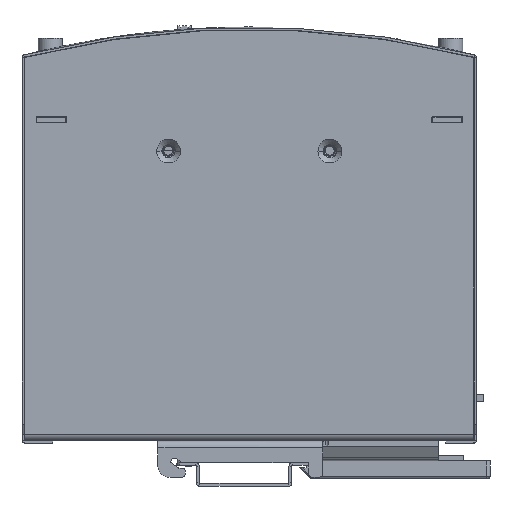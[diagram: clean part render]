
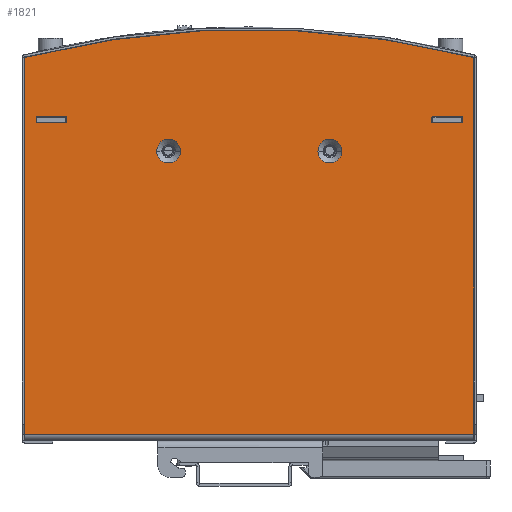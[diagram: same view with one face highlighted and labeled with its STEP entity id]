
A CAD part, left-side view. The second image highlights one B-rep face of the part: STEP entity #1821.
In plain terms, the highlighted planar face has unit normal (-1, 0, 0).
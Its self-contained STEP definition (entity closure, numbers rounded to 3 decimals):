
#366=DIRECTION('',(0.,-1.,0.));
#367=VECTOR('',#366,122.6);
#368=CARTESIAN_POINT('',(-22.5,61.3,1.7));
#369=LINE('',#368,#367);
#396=DIRECTION('',(0.,0.,1.));
#397=VECTOR('',#396,102.828);
#398=CARTESIAN_POINT('',(-22.5,-61.3,1.7));
#399=LINE('',#398,#397);
#403=DIRECTION('',(0.,0.,-1.));
#404=VECTOR('',#403,102.828);
#405=CARTESIAN_POINT('',(-22.5,61.3,104.528));
#406=LINE('',#405,#404);
#410=CARTESIAN_POINT('',(-22.5,0.,-137.84));
#411=DIRECTION('',(-1.,0.,0.));
#412=DIRECTION('',(0.,-0.245,0.969));
#413=AXIS2_PLACEMENT_3D('',#410,#411,#412);
#418=DIRECTION('',(0.,-1.,0.));
#419=VECTOR('',#418,8.2);
#420=CARTESIAN_POINT('',(-22.5,58.1,88.494));
#421=LINE('',#420,#419);
#425=DIRECTION('',(0.,0.,1.));
#426=VECTOR('',#425,1.8);
#427=CARTESIAN_POINT('',(-22.5,58.1,86.694));
#428=LINE('',#427,#426);
#432=DIRECTION('',(0.,1.,0.));
#433=VECTOR('',#432,8.2);
#434=CARTESIAN_POINT('',(-22.5,49.9,86.694));
#435=LINE('',#434,#433);
#439=DIRECTION('',(0.,0.,-1.));
#440=VECTOR('',#439,1.8);
#441=CARTESIAN_POINT('',(-22.5,49.9,88.494));
#442=LINE('',#441,#440);
#446=DIRECTION('',(0.,0.,-1.));
#447=VECTOR('',#446,1.8);
#448=CARTESIAN_POINT('',(-22.5,-58.1,88.494));
#449=LINE('',#448,#447);
#453=DIRECTION('',(0.,-1.,0.));
#454=VECTOR('',#453,8.2);
#455=CARTESIAN_POINT('',(-22.5,-49.9,88.494));
#456=LINE('',#455,#454);
#460=DIRECTION('',(0.,0.,1.));
#461=VECTOR('',#460,1.8);
#462=CARTESIAN_POINT('',(-22.5,-49.9,86.694));
#463=LINE('',#462,#461);
#467=DIRECTION('',(0.,1.,0.));
#468=VECTOR('',#467,8.2);
#469=CARTESIAN_POINT('',(-22.5,-58.1,86.694));
#470=LINE('',#469,#468);
#474=CARTESIAN_POINT('',(-22.5,-22.,78.988));
#475=DIRECTION('',(1.,0.,0.));
#476=DIRECTION('',(0.,1.,0.));
#477=AXIS2_PLACEMENT_3D('',#474,#475,#476);
#482=CARTESIAN_POINT('',(-22.5,-22.,78.988));
#483=DIRECTION('',(1.,0.,0.));
#484=DIRECTION('',(0.,-1.,0.));
#485=AXIS2_PLACEMENT_3D('',#482,#483,#484);
#490=CARTESIAN_POINT('',(-22.5,22.,78.988));
#491=DIRECTION('',(1.,0.,0.));
#492=DIRECTION('',(0.,1.,0.));
#493=AXIS2_PLACEMENT_3D('',#490,#491,#492);
#498=CARTESIAN_POINT('',(-22.5,22.,78.988));
#499=DIRECTION('',(1.,0.,0.));
#500=DIRECTION('',(0.,-1.,0.));
#501=AXIS2_PLACEMENT_3D('',#498,#499,#500);
#1474=CARTESIAN_POINT('',(-22.5,-61.3,1.7));
#1475=CARTESIAN_POINT('',(-22.5,-61.3,104.528));
#1476=VERTEX_POINT('',#1474);
#1477=VERTEX_POINT('',#1475);
#1478=CARTESIAN_POINT('',(-22.5,61.3,104.528));
#1479=VERTEX_POINT('',#1478);
#1480=CARTESIAN_POINT('',(-22.5,61.3,1.7));
#1481=VERTEX_POINT('',#1480);
#1498=CARTESIAN_POINT('',(-22.5,58.1,88.494));
#1499=CARTESIAN_POINT('',(-22.5,49.9,88.494));
#1500=VERTEX_POINT('',#1498);
#1501=VERTEX_POINT('',#1499);
#1502=CARTESIAN_POINT('',(-22.5,49.9,86.694));
#1503=VERTEX_POINT('',#1502);
#1504=CARTESIAN_POINT('',(-22.5,58.1,86.694));
#1505=VERTEX_POINT('',#1504);
#1506=CARTESIAN_POINT('',(-22.5,-58.1,88.494));
#1507=CARTESIAN_POINT('',(-22.5,-58.1,86.694));
#1508=VERTEX_POINT('',#1506);
#1509=VERTEX_POINT('',#1507);
#1510=CARTESIAN_POINT('',(-22.5,-49.9,86.694));
#1511=VERTEX_POINT('',#1510);
#1512=CARTESIAN_POINT('',(-22.5,-49.9,88.494));
#1513=VERTEX_POINT('',#1512);
#1530=CARTESIAN_POINT('',(-22.5,-18.75,78.988));
#1531=CARTESIAN_POINT('',(-22.5,-25.25,78.988));
#1532=VERTEX_POINT('',#1530);
#1533=VERTEX_POINT('',#1531);
#1622=CARTESIAN_POINT('',(-22.5,25.25,78.988));
#1623=CARTESIAN_POINT('',(-22.5,18.75,78.988));
#1624=VERTEX_POINT('',#1622);
#1625=VERTEX_POINT('',#1623);
#1775=CARTESIAN_POINT('',(-22.5,32.17,0.));
#1776=DIRECTION('',(-1.,0.,0.));
#1777=DIRECTION('',(0.,-1.,0.));
#1778=AXIS2_PLACEMENT_3D('',#1775,#1776,#1777);
#1779=PLANE('',#1778);
#1781=ORIENTED_EDGE('',*,*,#1780,.F.);
#1782=ORIENTED_EDGE('',*,*,#1765,.F.);
#1784=ORIENTED_EDGE('',*,*,#1783,.F.);
#1786=ORIENTED_EDGE('',*,*,#1785,.F.);
#1787=EDGE_LOOP('',(#1781,#1782,#1784,#1786));
#1788=FACE_OUTER_BOUND('',#1787,.F.);
#1790=ORIENTED_EDGE('',*,*,#1789,.F.);
#1792=ORIENTED_EDGE('',*,*,#1791,.F.);
#1794=ORIENTED_EDGE('',*,*,#1793,.F.);
#1796=ORIENTED_EDGE('',*,*,#1795,.F.);
#1797=EDGE_LOOP('',(#1790,#1792,#1794,#1796));
#1798=FACE_BOUND('',#1797,.F.);
#1800=ORIENTED_EDGE('',*,*,#1799,.F.);
#1802=ORIENTED_EDGE('',*,*,#1801,.F.);
#1804=ORIENTED_EDGE('',*,*,#1803,.F.);
#1806=ORIENTED_EDGE('',*,*,#1805,.F.);
#1807=EDGE_LOOP('',(#1800,#1802,#1804,#1806));
#1808=FACE_BOUND('',#1807,.F.);
#1810=ORIENTED_EDGE('',*,*,#1809,.F.);
#1812=ORIENTED_EDGE('',*,*,#1811,.F.);
#1813=EDGE_LOOP('',(#1810,#1812));
#1814=FACE_BOUND('',#1813,.F.);
#1816=ORIENTED_EDGE('',*,*,#1815,.F.);
#1818=ORIENTED_EDGE('',*,*,#1817,.F.);
#1819=EDGE_LOOP('',(#1816,#1818));
#1820=FACE_BOUND('',#1819,.F.);
#414=CIRCLE('',#413,250.);
#478=CIRCLE('',#477,3.25);
#486=CIRCLE('',#485,3.25);
#494=CIRCLE('',#493,3.25);
#502=CIRCLE('',#501,3.25);
#1765=EDGE_CURVE('',#1481,#1476,#369,.T.);
#1780=EDGE_CURVE('',#1476,#1477,#399,.T.);
#1783=EDGE_CURVE('',#1479,#1481,#406,.T.);
#1785=EDGE_CURVE('',#1477,#1479,#414,.T.);
#1789=EDGE_CURVE('',#1500,#1501,#421,.T.);
#1791=EDGE_CURVE('',#1505,#1500,#428,.T.);
#1793=EDGE_CURVE('',#1503,#1505,#435,.T.);
#1795=EDGE_CURVE('',#1501,#1503,#442,.T.);
#1799=EDGE_CURVE('',#1508,#1509,#449,.T.);
#1801=EDGE_CURVE('',#1513,#1508,#456,.T.);
#1803=EDGE_CURVE('',#1511,#1513,#463,.T.);
#1805=EDGE_CURVE('',#1509,#1511,#470,.T.);
#1809=EDGE_CURVE('',#1532,#1533,#478,.T.);
#1811=EDGE_CURVE('',#1533,#1532,#486,.T.);
#1815=EDGE_CURVE('',#1624,#1625,#494,.T.);
#1817=EDGE_CURVE('',#1625,#1624,#502,.T.);
#1821=ADVANCED_FACE('',(#1788,#1798,#1808,#1814,#1820),#1779,.T.);
